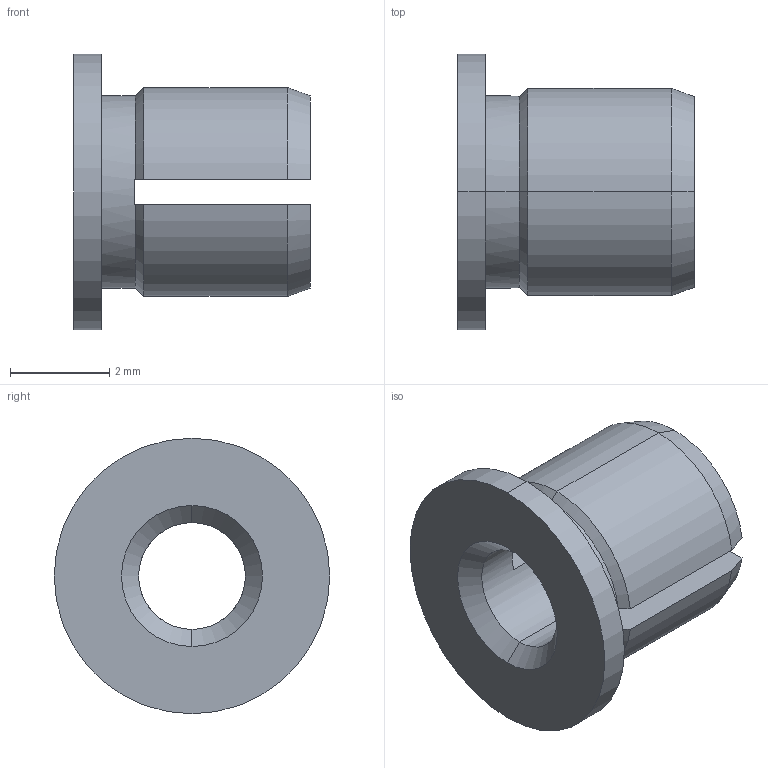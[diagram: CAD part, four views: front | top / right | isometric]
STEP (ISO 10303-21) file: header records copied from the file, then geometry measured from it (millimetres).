
FILE_DESCRIPTION(('starvars output'),'2;1');
FILE_NAME('cv20220213125616000002467.stp','12:56:16 2022/02/13',( 'Thomas Industrial Network Germany GmbH'),( 'Thomas Industrial Network Germany GmbH'),'unknown preprocess','ACIS' ,'unknown authorization');
FILE_SCHEMA(('AUTOMOTIVE_DESIGN_CC2 {UNKNOWN IMPLEMENTATION LEVEL}'));
Length unit declared in the file: millimetre
Products named in the file (1): PRODUCT_ID_1
Bounding box: 4.78 x 5.56 x 5.56 mm (x, y, z)
Volume: 48.3 mm3; surface area: 144.3 mm2
Topology: 1 solids, 1 shells, 34 faces, 86 edges, 54 vertices
Faces by surface type: cone 14, cylinder 10, plane 10
Entity records: 1134 total; most frequent: ORIENTED_EDGE 172, CARTESIAN_POINT 149, DIRECTION 86, EDGE_CURVE 86, VERTEX_POINT 54, EDGE_LOOP 36, FACE_BOUND 36, STYLED_ITEM 35
